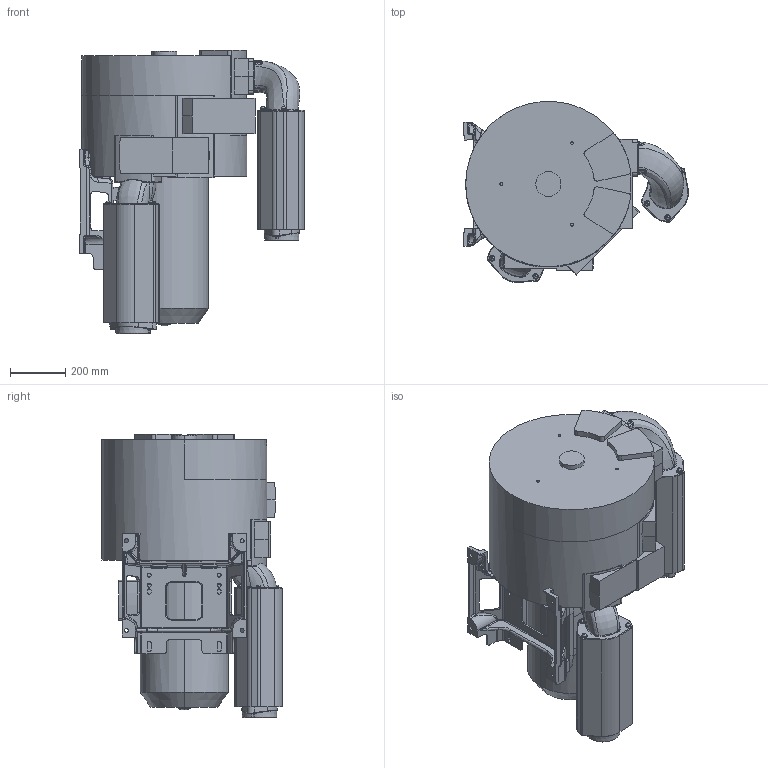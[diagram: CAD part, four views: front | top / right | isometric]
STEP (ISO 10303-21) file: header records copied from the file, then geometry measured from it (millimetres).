
FILE_DESCRIPTION((''),'2;1');
FILE_NAME('3RB750-3AAQ87','2025-12-17T',('Administrator'),(''),'PRO/ENGINEER BY PARAMETRIC TECHNOLOGY CORPORATION, 2007090','PRO/ENGINEER BY PARAMETRIC TECHNOLOGY CORPORATION, 2007090','');
FILE_SCHEMA(('AUTOMOTIVE_DESIGN_CC2 { 1 2 10303 214 -1 1 5 2 }'));
Products named in the file (1): 3RB750-3AAQ87
Bounding box: 816.71 x 654.91 x 1028.4 mm (x, y, z)
Volume: 201902554.4 mm3; surface area: 3378282.5 mm2
Topology: 1 solids, 4 shells, 1278 faces, 3119 edges, 1883 vertices
Faces by surface type: cylinder 393, plane 355, bspline 345, torus 103, cone 54, sphere 24, extrusion 4
Entity records: 58747 total; most frequent: CARTESIAN_POINT 30661, ORIENTED_EDGE 6234, DIRECTION 5441, EDGE_CURVE 3117, AXIS2_PLACEMENT_3D 2102, VERTEX_POINT 1883, EDGE_LOOP 1346, FACE_OUTER_BOUND 1278
